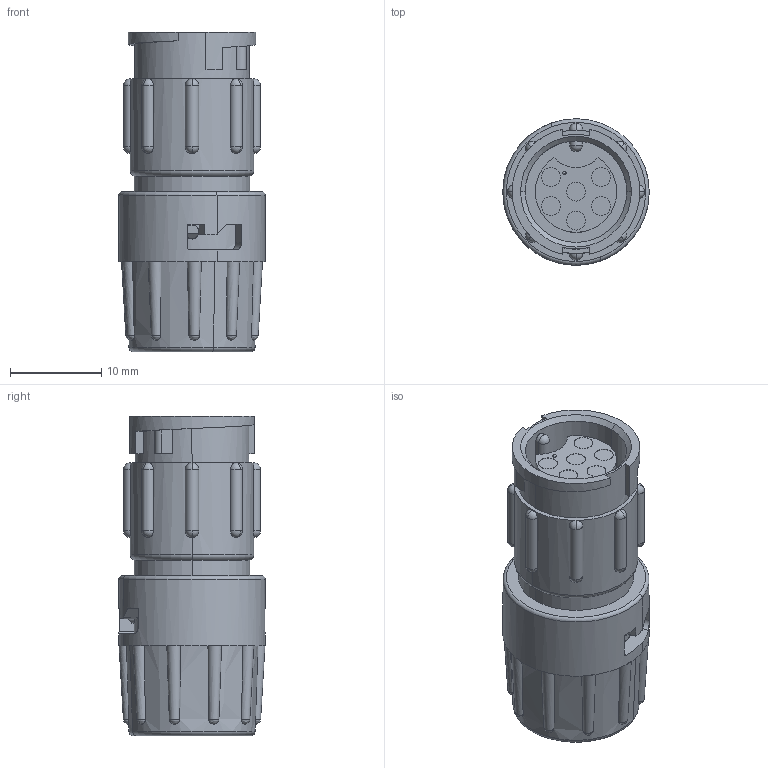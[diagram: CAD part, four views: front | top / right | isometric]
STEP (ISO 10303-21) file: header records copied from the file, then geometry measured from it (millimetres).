
FILE_DESCRIPTION (( 'STEP AP203' ), '1' );
FILE_NAME ('8282-6SG-3XX.STEP', '2019-05-22T17:00:21', ( '' ), ( '' ), 'SwSTEP 2.0', 'SolidWorks 2017', '' );
FILE_SCHEMA (( 'CONFIG_CONTROL_DESIGN' ));
Length unit declared in the file: inch
Products named in the file (1): 8282-6SG-3XX
Bounding box: 16 x 16 x 34.93 mm (x, y, z)
Volume: 5085.1 mm3; surface area: 2717.3 mm2
Topology: 1 solids, 1 shells, 185 faces, 545 edges, 343 vertices
Faces by surface type: plane 62, cylinder 57, sphere 34, bspline 22, torus 6, cone 4
Entity records: 9892 total; most frequent: CARTESIAN_POINT 5523, ORIENTED_EDGE 952, DIRECTION 843, EDGE_CURVE 476, AXIS2_PLACEMENT_3D 353, VERTEX_POINT 308, EDGE_LOOP 200, CIRCLE 189
